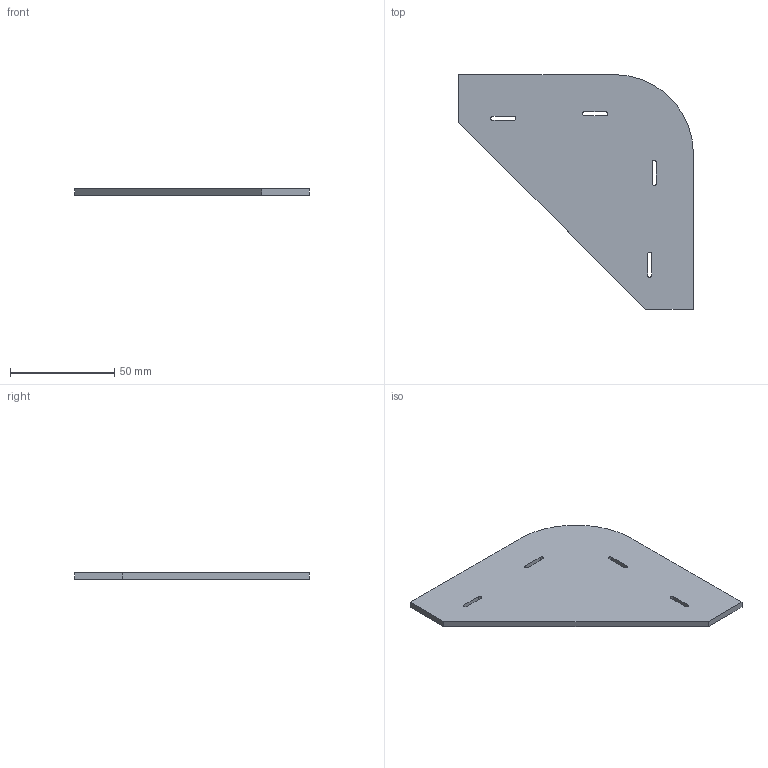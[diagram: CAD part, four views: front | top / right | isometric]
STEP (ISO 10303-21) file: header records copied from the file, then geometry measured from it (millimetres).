
FILE_DESCRIPTION(/* description */ ('Alibre Inc.'),/* implementation_level */ '2;1');
FILE_NAME(/* name */ 'export-41D27A80-AB9E-4467-B1A6-7B1DE0A2EF94',/* time_stamp */ '2022-03-28T22:23:14+03:00',/* author */ (''),/* organization */ (''),/* preprocessor_version */ 'ST-DEVELOPER v17',/* originating_system */ 'Alibre',/* authorisation */ '');
FILE_SCHEMA (('CONFIG_CONTROL_DESIGN'));
Length unit declared in the file: millimetre
Bounding box: 112.84 x 112.84 x 3 mm (x, y, z)
Volume: 24884.4 mm3; surface area: 18052.3 mm2
Topology: 1 solids, 1 shells, 24 faces, 66 edges, 44 vertices
Faces by surface type: plane 15, cylinder 9
Entity records: 854 total; most frequent: CARTESIAN_POINT 134, ORIENTED_EDGE 132, DIRECTION 117, EDGE_CURVE 66, VECTOR 48, LINE 48, VERTEX_POINT 44, AXIS2_PLACEMENT_3D 42
